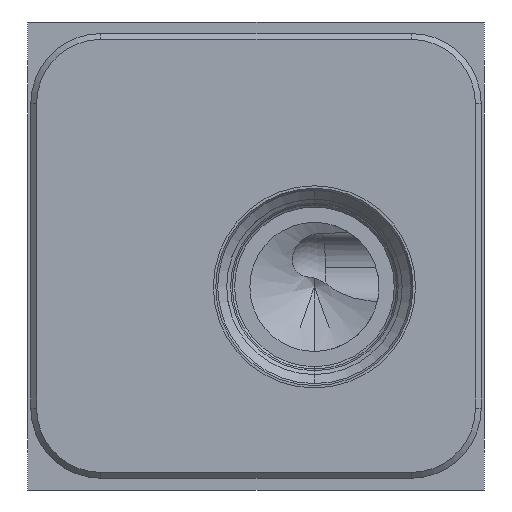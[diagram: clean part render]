
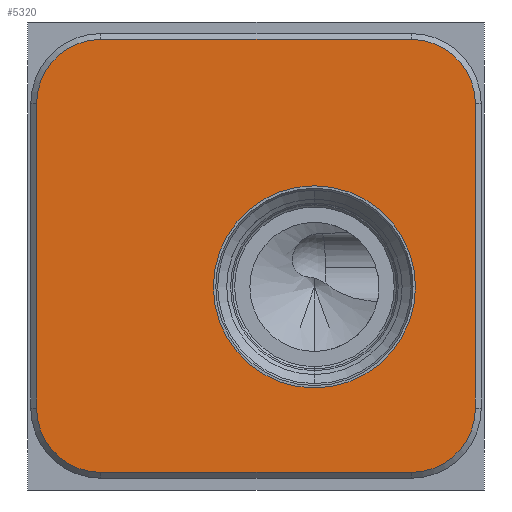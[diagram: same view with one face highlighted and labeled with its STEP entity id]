
A CAD part, left-side view. The second image highlights one B-rep face of the part: STEP entity #5320.
In plain terms, the highlighted planar face has unit normal (-1, 0, 0).
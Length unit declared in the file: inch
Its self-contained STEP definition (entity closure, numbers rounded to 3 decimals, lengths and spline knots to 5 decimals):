
#1125=CARTESIAN_POINT('',(0.,-2.047,0.438));
#1126=DIRECTION('',(1.,0.,0.));
#1127=DIRECTION('',(0.,-1.,0.));
#1128=AXIS2_PLACEMENT_3D('',#1125,#1126,#1127);
#1139=CARTESIAN_POINT('',(0.,-1.531,1.085));
#1140=DIRECTION('',(1.,0.,0.));
#1141=DIRECTION('',(0.,0.,-1.));
#1142=AXIS2_PLACEMENT_3D('',#1139,#1140,#1141);
#1144=CARTESIAN_POINT('',(0.,-1.531,1.085));
#1145=DIRECTION('',(1.,0.,0.));
#1146=DIRECTION('',(0.,0.,1.));
#1147=AXIS2_PLACEMENT_3D('',#1144,#1145,#1146);
#3787=DIRECTION('',(0.,1.,0.));
#3788=VECTOR('',#3787,1.656);
#3789=CARTESIAN_POINT('',(0.,-2.047,0.094));
#3790=LINE('',#3789,#3788);
#3807=CARTESIAN_POINT('',(0.,-0.391,0.438));
#3808=DIRECTION('',(1.,0.,0.));
#3809=DIRECTION('',(0.,0.,-1.));
#3810=AXIS2_PLACEMENT_3D('',#3807,#3808,#3809);
#3825=DIRECTION('',(0.,0.,1.));
#3826=VECTOR('',#3825,1.625);
#3827=CARTESIAN_POINT('',(0.,-0.047,0.438));
#3828=LINE('',#3827,#3826);
#3841=CARTESIAN_POINT('',(0.,-0.391,2.063));
#3842=DIRECTION('',(1.,0.,0.));
#3843=DIRECTION('',(0.,1.,0.));
#3844=AXIS2_PLACEMENT_3D('',#3841,#3842,#3843);
#3855=DIRECTION('',(0.,-1.,0.));
#3856=VECTOR('',#3855,1.656);
#3857=CARTESIAN_POINT('',(0.,-0.391,2.407));
#3858=LINE('',#3857,#3856);
#3875=CARTESIAN_POINT('',(0.,-2.047,2.063));
#3876=DIRECTION('',(1.,0.,0.));
#3877=DIRECTION('',(0.,0.,1.));
#3878=AXIS2_PLACEMENT_3D('',#3875,#3876,#3877);
#3889=DIRECTION('',(0.,0.,-1.));
#3890=VECTOR('',#3889,1.625);
#3891=CARTESIAN_POINT('',(0.,-2.391,2.063));
#3892=LINE('',#3891,#3890);
#4316=CARTESIAN_POINT('',(0.,-1.531,0.545));
#4317=CARTESIAN_POINT('',(0.,-1.531,1.625));
#4318=VERTEX_POINT('',#4316);
#4319=VERTEX_POINT('',#4317);
#4356=CARTESIAN_POINT('',(0.,-0.047,0.438));
#4357=CARTESIAN_POINT('',(0.,-0.047,2.063));
#4358=VERTEX_POINT('',#4356);
#4359=VERTEX_POINT('',#4357);
#4364=CARTESIAN_POINT('',(0.,-0.391,2.407));
#4365=VERTEX_POINT('',#4364);
#4368=CARTESIAN_POINT('',(0.,-2.047,2.407));
#4369=VERTEX_POINT('',#4368);
#4372=CARTESIAN_POINT('',(0.,-2.391,2.063));
#4373=VERTEX_POINT('',#4372);
#4376=CARTESIAN_POINT('',(0.,-2.391,0.438));
#4377=VERTEX_POINT('',#4376);
#4380=CARTESIAN_POINT('',(0.,-2.047,0.094));
#4381=VERTEX_POINT('',#4380);
#4384=CARTESIAN_POINT('',(0.,-0.391,0.094));
#4385=VERTEX_POINT('',#4384);
#5292=CARTESIAN_POINT('',(0.,0.,0.));
#5293=DIRECTION('',(-1.,0.,0.));
#5294=DIRECTION('',(0.,-1.,0.));
#5295=AXIS2_PLACEMENT_3D('',#5292,#5293,#5294);
#5296=PLANE('',#5295);
#5297=ORIENTED_EDGE('',*,*,#5282,.T.);
#5299=ORIENTED_EDGE('',*,*,#5298,.T.);
#5301=ORIENTED_EDGE('',*,*,#5300,.T.);
#5303=ORIENTED_EDGE('',*,*,#5302,.T.);
#5305=ORIENTED_EDGE('',*,*,#5304,.T.);
#5307=ORIENTED_EDGE('',*,*,#5306,.T.);
#5309=ORIENTED_EDGE('',*,*,#5308,.T.);
#5311=ORIENTED_EDGE('',*,*,#5310,.T.);
#5312=EDGE_LOOP('',(#5297,#5299,#5301,#5303,#5305,#5307,#5309,#5311));
#5313=FACE_OUTER_BOUND('',#5312,.F.);
#5315=ORIENTED_EDGE('',*,*,#5314,.F.);
#5317=ORIENTED_EDGE('',*,*,#5316,.F.);
#5318=EDGE_LOOP('',(#5315,#5317));
#5319=FACE_BOUND('',#5318,.F.);
#5320=ADVANCED_FACE('',(#5313,#5319),#5296,.T.);
#1129=CIRCLE('',#1128,0.344);
#1143=CIRCLE('',#1142,0.54);
#1148=CIRCLE('',#1147,0.54);
#3811=CIRCLE('',#3810,0.344);
#3845=CIRCLE('',#3844,0.344);
#3879=CIRCLE('',#3878,0.344);
#5282=EDGE_CURVE('',#4377,#4381,#1129,.T.);
#5298=EDGE_CURVE('',#4381,#4385,#3790,.T.);
#5300=EDGE_CURVE('',#4385,#4358,#3811,.T.);
#5302=EDGE_CURVE('',#4358,#4359,#3828,.T.);
#5304=EDGE_CURVE('',#4359,#4365,#3845,.T.);
#5306=EDGE_CURVE('',#4365,#4369,#3858,.T.);
#5308=EDGE_CURVE('',#4369,#4373,#3879,.T.);
#5310=EDGE_CURVE('',#4373,#4377,#3892,.T.);
#5314=EDGE_CURVE('',#4318,#4319,#1143,.T.);
#5316=EDGE_CURVE('',#4319,#4318,#1148,.T.);
